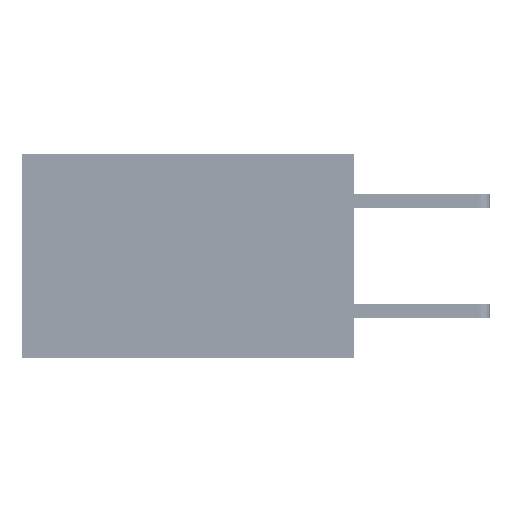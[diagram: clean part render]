
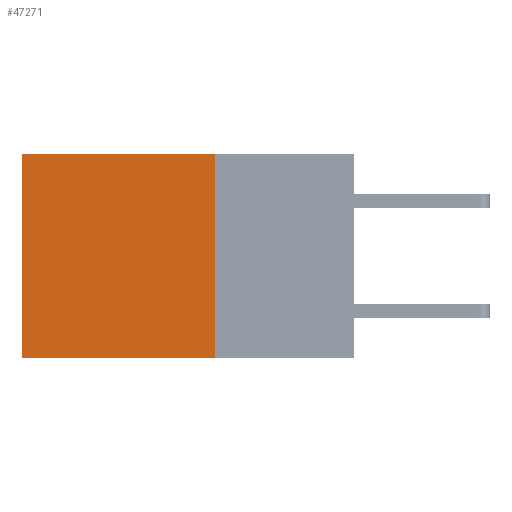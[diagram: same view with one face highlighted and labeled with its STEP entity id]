
A CAD part, left-side view. The second image highlights one B-rep face of the part: STEP entity #47271.
In plain terms, the highlighted planar face has unit normal (-1, 0, 0).
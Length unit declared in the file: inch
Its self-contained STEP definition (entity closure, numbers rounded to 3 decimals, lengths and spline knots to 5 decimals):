
#132 = LINE ( 'NONE', #26628, #3677 ) ;
#502 = LINE ( 'NONE', #8818, #38544 ) ;
#3677 = VECTOR ( 'NONE', #15519, 39.37008 ) ;
#4154 = DIRECTION ( 'NONE',  ( 1., 0., 0. ) ) ;
#4665 = PLANE ( 'NONE',  #8387 ) ;
#5784 = CARTESIAN_POINT ( 'NONE',  ( 0.2875, 0.25, 0. ) ) ;
#5973 = CARTESIAN_POINT ( 'NONE',  ( 0.2875, 0.25, -0.37 ) ) ;
#6849 = CARTESIAN_POINT ( 'NONE',  ( 0.2875, 0.25, -0.37 ) ) ;
#7731 = ORIENTED_EDGE ( 'NONE', *, *, #21042, .T. ) ;
#7790 = EDGE_CURVE ( 'NONE', #34759, #23083, #49222, .T. ) ;
#8387 = AXIS2_PLACEMENT_3D ( 'NONE', #34205, #4154, #45819 ) ;
#8818 = CARTESIAN_POINT ( 'NONE',  ( 0.2875, 0.6, 0. ) ) ;
#14476 = CARTESIAN_POINT ( 'NONE',  ( 0.2875, 0.6, 0. ) ) ;
#15519 = DIRECTION ( 'NONE',  ( 0., 0., -1. ) ) ;
#18219 = ORIENTED_EDGE ( 'NONE', *, *, #7790, .F. ) ;
#20193 = VERTEX_POINT ( 'NONE', #14476 ) ;
#21042 = EDGE_CURVE ( 'NONE', #36800, #20193, #28732, .T. ) ;
#22468 = EDGE_LOOP ( 'NONE', ( #41248, #18219, #49147, #7731 ) ) ;
#23083 = VERTEX_POINT ( 'NONE', #28130 ) ;
#23853 = VECTOR ( 'NONE', #36317, 39.37008 ) ;
#26628 = CARTESIAN_POINT ( 'NONE',  ( 0.2875, 0.25, 0. ) ) ;
#27262 = EDGE_CURVE ( 'NONE', #20193, #23083, #502, .T. ) ;
#28130 = CARTESIAN_POINT ( 'NONE',  ( 0.2875, 0.6, -0.37 ) ) ;
#28732 = LINE ( 'NONE', #5784, #23853 ) ;
#29359 = VECTOR ( 'NONE', #48980, 39.37008 ) ;
#33809 = EDGE_CURVE ( 'NONE', #36800, #34759, #132, .T. ) ;
#34205 = CARTESIAN_POINT ( 'NONE',  ( 0.2875, 0.25, 0. ) ) ;
#34759 = VERTEX_POINT ( 'NONE', #5973 ) ;
#36317 = DIRECTION ( 'NONE',  ( 0., 1., 0. ) ) ;
#36800 = VERTEX_POINT ( 'NONE', #43784 ) ;
#38544 = VECTOR ( 'NONE', #46902, 39.37008 ) ;
#41248 = ORIENTED_EDGE ( 'NONE', *, *, #27262, .T. ) ;
#42262 = FACE_OUTER_BOUND ( 'NONE', #22468, .T. ) ;
#43784 = CARTESIAN_POINT ( 'NONE',  ( 0.2875, 0.25, 0. ) ) ;
#45819 = DIRECTION ( 'NONE',  ( 0., 0., -1. ) ) ;
#46902 = DIRECTION ( 'NONE',  ( 0., 0., -1. ) ) ;
#47271 = ADVANCED_FACE ( 'NONE', ( #42262 ), #4665, .F. ) ;
#48980 = DIRECTION ( 'NONE',  ( 0., 1., 0. ) ) ;
#49147 = ORIENTED_EDGE ( 'NONE', *, *, #33809, .F. ) ;
#49222 = LINE ( 'NONE', #6849, #29359 ) ;
